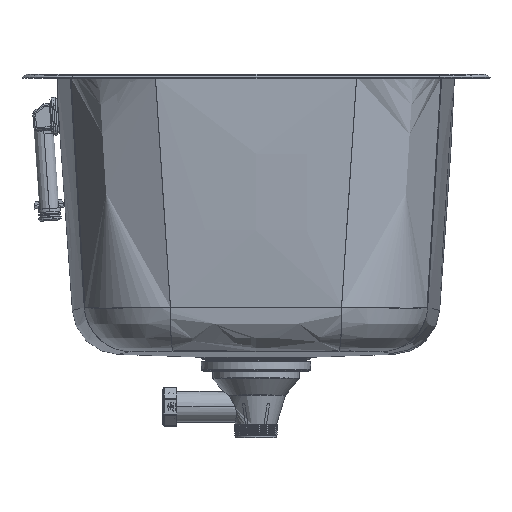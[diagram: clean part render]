
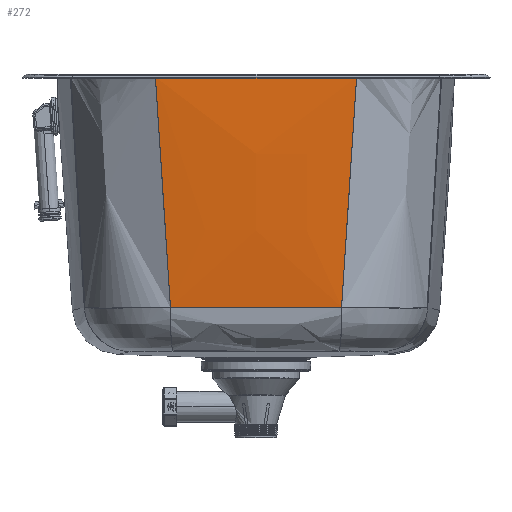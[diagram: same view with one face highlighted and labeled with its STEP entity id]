
A CAD part, left-side view. The second image highlights one B-rep face of the part: STEP entity #272.
In plain terms, the highlighted free-form (B-spline) face has degree [3, 3] with [4, 10] control points.
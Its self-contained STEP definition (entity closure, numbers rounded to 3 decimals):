
#272=ADVANCED_FACE('',(#2493),#33182,.T.);
#2493=FACE_OUTER_BOUND('',#4615,.T.);
#4615=EDGE_LOOP('',(#7002,#7003,#7004,#7005));
#7002=ORIENTED_EDGE('',*,*,#18311,.T.);
#7003=ORIENTED_EDGE('',*,*,#18295,.T.);
#7004=ORIENTED_EDGE('',*,*,#18244,.F.);
#7005=ORIENTED_EDGE('',*,*,#18296,.F.);
#18244=EDGE_CURVE('',#29647,#29648,#26076,.T.);
#18295=EDGE_CURVE('',#29645,#29648,#26110,.T.);
#18296=EDGE_CURVE('',#29628,#29647,#26111,.T.);
#18311=EDGE_CURVE('',#29628,#29645,#26122,.T.);
#26076=B_SPLINE_CURVE_WITH_KNOTS('',3,(#44784,#44785,#44786,#44787),
 .UNSPECIFIED.,.F.,.F.,(4,4),(0.,249.544),.UNSPECIFIED.);
#26110=B_SPLINE_CURVE_WITH_KNOTS('',3,(#45217,#45218,#45219,#45220,#45221,
#45222,#45223,#45224,#45225,#45226),.UNSPECIFIED.,.F.,.F.,(4,2,2,2,4),(0.,
53.742,108.789,163.836,217.577),
 .UNSPECIFIED.);
#26111=B_SPLINE_CURVE_WITH_KNOTS('',3,(#45227,#45228,#45229,#45230),
 .UNSPECIFIED.,.F.,.F.,(4,4),(-184.936,0.),.UNSPECIFIED.);
#26122=B_SPLINE_CURVE_WITH_KNOTS('',3,(#45369,#45370,#45371,#45372),
 .UNSPECIFIED.,.F.,.F.,(4,4),(-249.544,0.),.UNSPECIFIED.);
#29628=VERTEX_POINT('',#44259);
#29645=VERTEX_POINT('',#44276);
#29647=VERTEX_POINT('',#44278);
#29648=VERTEX_POINT('',#44279);
#33182=B_SPLINE_SURFACE_WITH_KNOTS('',3,3,((#42138,#42139,#42140,#42141,
#42142,#42143,#42144,#42145,#42146,#42147),(#42148,#42149,#42150,#42151,
#42152,#42153,#42154,#42155,#42156,#42157),(#42158,#42159,#42160,#42161,
#42162,#42163,#42164,#42165,#42166,#42167),(#42168,#42169,#42170,#42171,
#42172,#42173,#42174,#42175,#42176,#42177)),.UNSPECIFIED.,.F.,.F.,.F.,(4,
4),(4,2,2,2,4),(0.,251.062),(0.,55.047,110.094,
165.14,220.187),.UNSPECIFIED.);
#42138=CARTESIAN_POINT('',(-296.491,2.86,109.97));
#42139=CARTESIAN_POINT('',(-297.934,2.86,91.696));
#42140=CARTESIAN_POINT('',(-299.044,2.86,73.369));
#42141=CARTESIAN_POINT('',(-300.503,2.86,36.707));
#42142=CARTESIAN_POINT('',(-300.868,2.86,18.361));
#42143=CARTESIAN_POINT('',(-300.868,2.86,-18.333));
#42144=CARTESIAN_POINT('',(-300.504,2.86,-36.682));
#42145=CARTESIAN_POINT('',(-299.045,2.86,-73.353));
#42146=CARTESIAN_POINT('',(-297.935,2.86,-91.687));
#42147=CARTESIAN_POINT('',(-296.491,2.86,-109.971));
#42148=CARTESIAN_POINT('',(-290.672,86.343,109.506));
#42149=CARTESIAN_POINT('',(-292.108,86.343,91.309));
#42150=CARTESIAN_POINT('',(-293.214,86.343,73.059));
#42151=CARTESIAN_POINT('',(-294.667,86.343,36.552));
#42152=CARTESIAN_POINT('',(-295.03,86.343,18.284));
#42153=CARTESIAN_POINT('',(-295.03,86.343,-18.256));
#42154=CARTESIAN_POINT('',(-294.667,86.343,-36.527));
#42155=CARTESIAN_POINT('',(-293.215,86.343,-73.043));
#42156=CARTESIAN_POINT('',(-292.109,86.343,-91.3));
#42157=CARTESIAN_POINT('',(-290.672,86.343,-109.507));
#42158=CARTESIAN_POINT('',(-284.853,169.826,109.042));
#42159=CARTESIAN_POINT('',(-286.283,169.826,90.922));
#42160=CARTESIAN_POINT('',(-287.384,169.826,72.749));
#42161=CARTESIAN_POINT('',(-288.831,169.826,36.397));
#42162=CARTESIAN_POINT('',(-289.192,169.826,18.206));
#42163=CARTESIAN_POINT('',(-289.193,169.826,-18.179));
#42164=CARTESIAN_POINT('',(-288.831,169.826,-36.372));
#42165=CARTESIAN_POINT('',(-287.385,169.826,-72.734));
#42166=CARTESIAN_POINT('',(-286.284,169.826,-90.913));
#42167=CARTESIAN_POINT('',(-284.853,169.826,-109.042));
#42168=CARTESIAN_POINT('',(-279.033,253.309,108.578));
#42169=CARTESIAN_POINT('',(-280.458,253.309,90.535));
#42170=CARTESIAN_POINT('',(-281.554,253.309,72.44));
#42171=CARTESIAN_POINT('',(-282.994,253.309,36.242));
#42172=CARTESIAN_POINT('',(-283.355,253.309,18.129));
#42173=CARTESIAN_POINT('',(-283.355,253.309,-18.101));
#42174=CARTESIAN_POINT('',(-282.995,253.309,-36.217));
#42175=CARTESIAN_POINT('',(-281.555,253.309,-72.424));
#42176=CARTESIAN_POINT('',(-280.459,253.309,-90.526));
#42177=CARTESIAN_POINT('',(-279.033,253.309,-108.578));
#44259=CARTESIAN_POINT('',(-280.37,251.34,-92.327));
#44276=CARTESIAN_POINT('',(-296.594,2.86,-108.67));
#44278=CARTESIAN_POINT('',(-280.37,251.34,92.327));
#44279=CARTESIAN_POINT('',(-296.594,2.86,108.67));
#44784=CARTESIAN_POINT('',(-280.37,251.34,92.327));
#44785=CARTESIAN_POINT('',(-285.741,169.449,97.741));
#44786=CARTESIAN_POINT('',(-291.149,86.623,103.188));
#44787=CARTESIAN_POINT('',(-296.594,2.86,108.67));
#45217=CARTESIAN_POINT('',(-296.594,2.86,-108.67));
#45218=CARTESIAN_POINT('',(-297.987,2.86,-90.817));
#45219=CARTESIAN_POINT('',(-299.062,2.86,-72.918));
#45220=CARTESIAN_POINT('',(-300.504,2.86,-36.682));
#45221=CARTESIAN_POINT('',(-300.869,2.86,-18.333));
#45222=CARTESIAN_POINT('',(-300.868,2.86,18.361));
#45223=CARTESIAN_POINT('',(-300.503,2.86,36.707));
#45224=CARTESIAN_POINT('',(-299.061,2.86,72.934));
#45225=CARTESIAN_POINT('',(-297.987,2.86,90.826));
#45226=CARTESIAN_POINT('',(-296.594,2.86,108.67));
#45227=CARTESIAN_POINT('',(-280.37,251.34,-92.327));
#45228=CARTESIAN_POINT('',(-284.486,251.956,-30.87));
#45229=CARTESIAN_POINT('',(-284.486,251.956,30.871));
#45230=CARTESIAN_POINT('',(-280.37,251.34,92.327));
#45369=CARTESIAN_POINT('',(-280.37,251.34,-92.327));
#45370=CARTESIAN_POINT('',(-285.741,169.451,-97.741));
#45371=CARTESIAN_POINT('',(-291.148,86.625,-103.188));
#45372=CARTESIAN_POINT('',(-296.594,2.86,-108.67));
